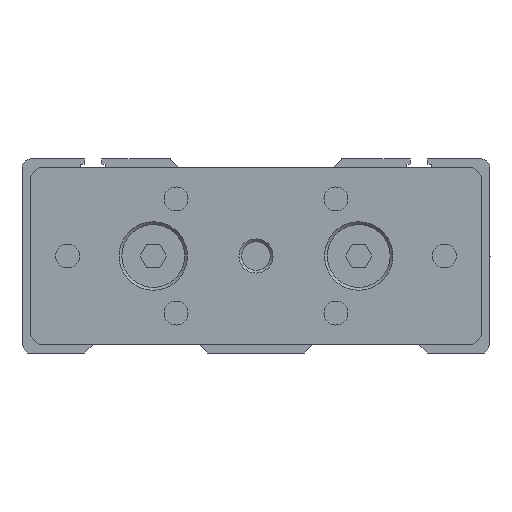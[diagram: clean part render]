
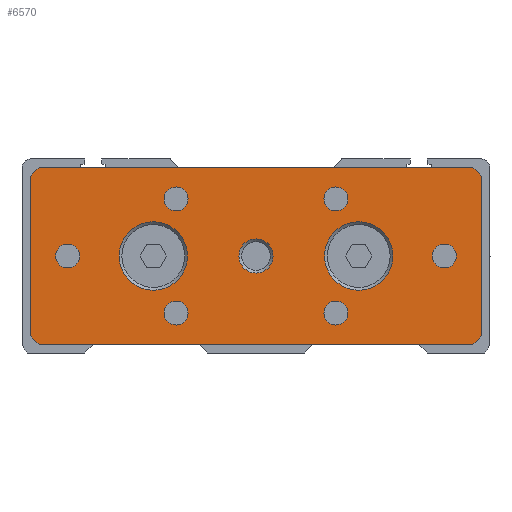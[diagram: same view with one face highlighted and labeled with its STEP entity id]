
A CAD part, left-side view. The second image highlights one B-rep face of the part: STEP entity #6570.
In plain terms, the highlighted planar face has unit normal (-1, 0, 0).
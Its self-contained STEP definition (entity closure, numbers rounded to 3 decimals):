
#5808=CARTESIAN_POINT('',(-12.,-454.,15.5));
#5809=VERTEX_POINT('Vertex258',#5808);
#5816=CARTESIAN_POINT('',(-12.,-530.,15.5));
#5817=VERTEX_POINT('Vertex259',#5816);
#5818=CARTESIAN_POINT('',(-12.,-492.,15.5));
#5819=DIRECTION('',(0.,-1.,0.));
#5820=VECTOR('',#5819,1.);
#5821=LINE('nurbsCrv354',#5818,#5820);
#5822=EDGE_CURVE('Edge354',#5809,#5817,#5821,.T.);
#6246=CARTESIAN_POINT('',(-12.,-510.,6.));
#6247=VERTEX_POINT('Vertex284',#6246);
#6248=CARTESIAN_POINT('',(-12.,-510.,-6.));
#6249=VERTEX_POINT('Vertex328',#6248);
#6250=CARTESIAN_POINT('',(-12.,-510.,0.));
#6251=DIRECTION('',(1.,0.,0.));
#6252=DIRECTION('',(0.,0.,1.));
#6253=AXIS2_PLACEMENT_3D('',#6250,#6251,#6252);
#6254=CIRCLE('nurbsCrv1364',#6253,6.);
#6255=EDGE_CURVE('Edge490',#6247,#6249,#6254,.T.);
#6257=CARTESIAN_POINT('',(-12.,-510.,0.));
#6258=DIRECTION('',(1.,0.,0.));
#6259=DIRECTION('',(0.,0.,-1.));
#6260=AXIS2_PLACEMENT_3D('',#6257,#6258,#6259);
#6261=CIRCLE('nurbsCrv1365',#6260,6.);
#6262=EDGE_CURVE('Edge491',#6249,#6247,#6261,.T.);
#6310=CARTESIAN_POINT('',(-12.,-474.,6.));
#6311=VERTEX_POINT('Vertex286',#6310);
#6312=CARTESIAN_POINT('',(-12.,-474.,-6.));
#6313=VERTEX_POINT('Vertex330',#6312);
#6314=CARTESIAN_POINT('',(-12.,-474.,0.));
#6315=DIRECTION('',(1.,0.,0.));
#6316=DIRECTION('',(0.,0.,1.));
#6317=AXIS2_PLACEMENT_3D('',#6314,#6315,#6316);
#6318=CIRCLE('nurbsCrv1385',#6317,6.);
#6319=EDGE_CURVE('Edge495',#6311,#6313,#6318,.T.);
#6321=CARTESIAN_POINT('',(-12.,-474.,0.));
#6322=DIRECTION('',(1.,0.,0.));
#6323=DIRECTION('',(0.,0.,-1.));
#6324=AXIS2_PLACEMENT_3D('',#6321,#6322,#6323);
#6325=CIRCLE('nurbsCrv1386',#6324,6.);
#6326=EDGE_CURVE('Edge496',#6313,#6311,#6325,.T.);
#6374=CARTESIAN_POINT('',(-12.,-492.,3.));
#6375=VERTEX_POINT('Vertex288',#6374);
#6376=CARTESIAN_POINT('',(-12.,-492.,-3.));
#6377=VERTEX_POINT('Vertex332',#6376);
#6378=CARTESIAN_POINT('',(-12.,-492.,0.));
#6379=DIRECTION('',(1.,0.,0.));
#6380=DIRECTION('',(0.,0.,1.));
#6381=AXIS2_PLACEMENT_3D('',#6378,#6379,#6380);
#6382=CIRCLE('nurbsCrv1406',#6381,3.);
#6383=EDGE_CURVE('Edge500',#6375,#6377,#6382,.T.);
#6385=CARTESIAN_POINT('',(-12.,-492.,0.));
#6386=DIRECTION('',(1.,0.,0.));
#6387=DIRECTION('',(0.,0.,-1.));
#6388=AXIS2_PLACEMENT_3D('',#6385,#6386,#6387);
#6389=CIRCLE('nurbsCrv1407',#6388,3.);
#6390=EDGE_CURVE('Edge501',#6377,#6375,#6389,.T.);
#6430=ORIENTED_EDGE('Edgeuse788',*,*,#5822,.F.);
#6431=CARTESIAN_POINT('',(-12.,-452.5,14.));
#6432=VERTEX_POINT('Vertex290',#6431);
#6433=CARTESIAN_POINT('',(-12.,-453.25,14.75));
#6434=DIRECTION('',(0.,-0.707,0.707));
#6435=VECTOR('',#6434,1.);
#6436=LINE('nurbsCrv398',#6433,#6435);
#6437=EDGE_CURVE('Edge398',#6432,#5809,#6436,.T.);
#6438=ORIENTED_EDGE('Edgeuse789',*,*,#6437,.F.);
#6439=CARTESIAN_POINT('',(-12.,-452.5,-14.));
#6440=VERTEX_POINT('Vertex291',#6439);
#6441=CARTESIAN_POINT('',(-12.,-452.5,0.));
#6442=DIRECTION('',(0.,0.,-1.));
#6443=VECTOR('',#6442,1.);
#6444=LINE('nurbsCrv399',#6441,#6443);
#6445=EDGE_CURVE('Edge399',#6432,#6440,#6444,.T.);
#6446=ORIENTED_EDGE('Edgeuse790',*,*,#6445,.T.);
#6447=CARTESIAN_POINT('',(-12.,-454.,-15.5));
#6448=VERTEX_POINT('Vertex292',#6447);
#6449=CARTESIAN_POINT('',(-12.,-453.25,-14.75));
#6450=DIRECTION('',(0.,-0.707,-0.707));
#6451=VECTOR('',#6450,1.);
#6452=LINE('nurbsCrv400',#6449,#6451);
#6453=EDGE_CURVE('Edge400',#6440,#6448,#6452,.T.);
#6454=ORIENTED_EDGE('Edgeuse791',*,*,#6453,.T.);
#6455=CARTESIAN_POINT('',(-12.,-530.,-15.5));
#6456=VERTEX_POINT('Vertex293',#6455);
#6457=CARTESIAN_POINT('',(-12.,-492.,-15.5));
#6458=DIRECTION('',(0.,-1.,0.));
#6459=VECTOR('',#6458,1.);
#6460=LINE('nurbsCrv401',#6457,#6459);
#6461=EDGE_CURVE('Edge401',#6448,#6456,#6460,.T.);
#6462=ORIENTED_EDGE('Edgeuse792',*,*,#6461,.T.);
#6463=CARTESIAN_POINT('',(-12.,-531.5,-14.));
#6464=VERTEX_POINT('Vertex294',#6463);
#6465=CARTESIAN_POINT('',(-12.,-530.75,-14.75));
#6466=DIRECTION('',(0.,0.707,-0.707));
#6467=VECTOR('',#6466,1.);
#6468=LINE('nurbsCrv402',#6465,#6467);
#6469=EDGE_CURVE('Edge402',#6464,#6456,#6468,.T.);
#6470=ORIENTED_EDGE('Edgeuse793',*,*,#6469,.F.);
#6471=CARTESIAN_POINT('',(-12.,-531.5,14.));
#6472=VERTEX_POINT('Vertex295',#6471);
#6473=CARTESIAN_POINT('',(-12.,-531.5,0.));
#6474=DIRECTION('',(0.,0.,-1.));
#6475=VECTOR('',#6474,1.);
#6476=LINE('nurbsCrv403',#6473,#6475);
#6477=EDGE_CURVE('Edge403',#6472,#6464,#6476,.T.);
#6478=ORIENTED_EDGE('Edgeuse794',*,*,#6477,.F.);
#6479=CARTESIAN_POINT('',(-12.,-530.75,14.75));
#6480=DIRECTION('',(0.,-0.707,-0.707));
#6481=VECTOR('',#6480,1.);
#6482=LINE('nurbsCrv404',#6479,#6481);
#6483=EDGE_CURVE('Edge404',#5817,#6472,#6482,.T.);
#6484=ORIENTED_EDGE('Edgeuse795',*,*,#6483,.F.);
#6485=EDGE_LOOP('',(#6430,#6438,#6446,#6454,#6462,#6470,#6478,#6484));
#6486=FACE_OUTER_BOUND('',#6485,.T.);
#6487=CARTESIAN_POINT('',(-12.,-459.,2.1));
#6488=VERTEX_POINT('Vertex296',#6487);
#6489=CARTESIAN_POINT('',(-12.,-459.,0.));
#6490=DIRECTION('',(-1.,0.,0.));
#6491=DIRECTION('',(0.,0.,1.));
#6492=AXIS2_PLACEMENT_3D('',#6489,#6490,#6491);
#6493=CIRCLE('nurbsCrv405',#6492,2.1);
#6494=EDGE_CURVE('Edge405',#6488,#6488,#6493,.T.);
#6495=ORIENTED_EDGE('Edgeuse796',*,*,#6494,.F.);
#6496=EDGE_LOOP('',(#6495));
#6497=FACE_BOUND('',#6496,.T.);
#6498=CARTESIAN_POINT('',(-12.,-478.,-7.9));
#6499=VERTEX_POINT('Vertex297',#6498);
#6500=CARTESIAN_POINT('',(-12.,-478.,-10.));
#6501=DIRECTION('',(-1.,0.,0.));
#6502=DIRECTION('',(0.,0.,1.));
#6503=AXIS2_PLACEMENT_3D('',#6500,#6501,#6502);
#6504=CIRCLE('nurbsCrv406',#6503,2.1);
#6505=EDGE_CURVE('Edge406',#6499,#6499,#6504,.T.);
#6506=ORIENTED_EDGE('Edgeuse797',*,*,#6505,.F.);
#6507=EDGE_LOOP('',(#6506));
#6508=FACE_BOUND('',#6507,.T.);
#6509=CARTESIAN_POINT('',(-12.,-506.,12.1));
#6510=VERTEX_POINT('Vertex298',#6509);
#6511=CARTESIAN_POINT('',(-12.,-506.,10.));
#6512=DIRECTION('',(-1.,0.,0.));
#6513=DIRECTION('',(0.,0.,1.));
#6514=AXIS2_PLACEMENT_3D('',#6511,#6512,#6513);
#6515=CIRCLE('nurbsCrv407',#6514,2.1);
#6516=EDGE_CURVE('Edge407',#6510,#6510,#6515,.T.);
#6517=ORIENTED_EDGE('Edgeuse798',*,*,#6516,.F.);
#6518=EDGE_LOOP('',(#6517));
#6519=FACE_BOUND('',#6518,.T.);
#6520=CARTESIAN_POINT('',(-12.,-506.,-7.9));
#6521=VERTEX_POINT('Vertex299',#6520);
#6522=CARTESIAN_POINT('',(-12.,-506.,-10.));
#6523=DIRECTION('',(-1.,0.,0.));
#6524=DIRECTION('',(0.,0.,1.));
#6525=AXIS2_PLACEMENT_3D('',#6522,#6523,#6524);
#6526=CIRCLE('nurbsCrv408',#6525,2.1);
#6527=EDGE_CURVE('Edge408',#6521,#6521,#6526,.T.);
#6528=ORIENTED_EDGE('Edgeuse799',*,*,#6527,.F.);
#6529=EDGE_LOOP('',(#6528));
#6530=FACE_BOUND('',#6529,.T.);
#6531=CARTESIAN_POINT('',(-12.,-525.,2.1));
#6532=VERTEX_POINT('Vertex300',#6531);
#6533=CARTESIAN_POINT('',(-12.,-525.,0.));
#6534=DIRECTION('',(-1.,0.,0.));
#6535=DIRECTION('',(0.,0.,1.));
#6536=AXIS2_PLACEMENT_3D('',#6533,#6534,#6535);
#6537=CIRCLE('nurbsCrv409',#6536,2.1);
#6538=EDGE_CURVE('Edge409',#6532,#6532,#6537,.T.);
#6539=ORIENTED_EDGE('Edgeuse800',*,*,#6538,.F.);
#6540=EDGE_LOOP('',(#6539));
#6541=FACE_BOUND('',#6540,.T.);
#6542=CARTESIAN_POINT('',(-12.,-478.,12.1));
#6543=VERTEX_POINT('Vertex301',#6542);
#6544=CARTESIAN_POINT('',(-12.,-478.,10.));
#6545=DIRECTION('',(-1.,0.,0.));
#6546=DIRECTION('',(0.,0.,1.));
#6547=AXIS2_PLACEMENT_3D('',#6544,#6545,#6546);
#6548=CIRCLE('nurbsCrv410',#6547,2.1);
#6549=EDGE_CURVE('Edge410',#6543,#6543,#6548,.T.);
#6550=ORIENTED_EDGE('Edgeuse801',*,*,#6549,.F.);
#6551=EDGE_LOOP('',(#6550));
#6552=FACE_BOUND('',#6551,.T.);
#6553=ORIENTED_EDGE('Edgeuse990',*,*,#6319,.T.);
#6554=ORIENTED_EDGE('Edgeuse992',*,*,#6326,.T.);
#6555=EDGE_LOOP('',(#6553,#6554));
#6556=FACE_BOUND('',#6555,.T.);
#6557=ORIENTED_EDGE('Edgeuse1000',*,*,#6383,.T.);
#6558=ORIENTED_EDGE('Edgeuse1002',*,*,#6390,.T.);
#6559=EDGE_LOOP('',(#6557,#6558));
#6560=FACE_BOUND('',#6559,.T.);
#6561=ORIENTED_EDGE('Edgeuse980',*,*,#6255,.T.);
#6562=ORIENTED_EDGE('Edgeuse982',*,*,#6262,.T.);
#6563=EDGE_LOOP('',(#6561,#6562));
#6564=FACE_BOUND('',#6563,.T.);
#6565=CARTESIAN_POINT('',(-12.,-492.,0.));
#6566=DIRECTION('',(-1.,0.,0.));
#6567=DIRECTION('',(0.,-1.,0.));
#6568=AXIS2_PLACEMENT_3D('',#6565,#6566,#6567);
#6569=PLANE('nurbsSrf174',#6568);
#6570=ADVANCED_FACE('Face174',(#6486,#6497,#6508,#6519,#6530,#6541,#6552,#6556,
#6560,#6564),#6569,.T.);
